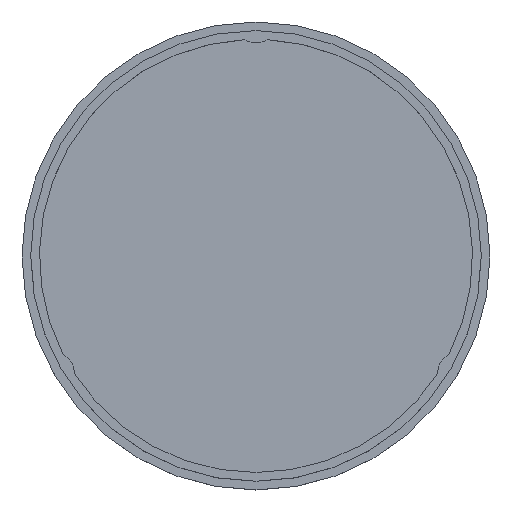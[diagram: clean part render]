
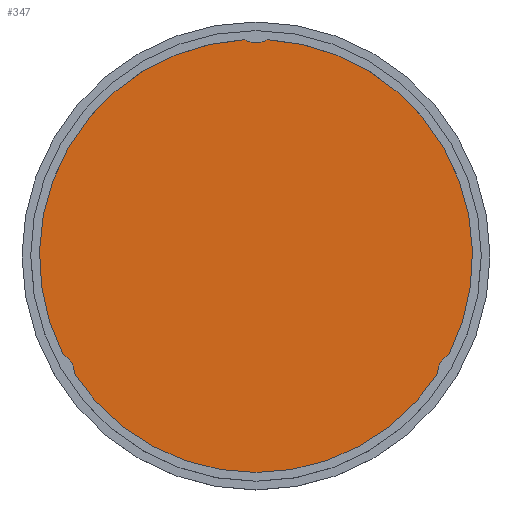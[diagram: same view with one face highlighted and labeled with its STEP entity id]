
A CAD part, top view. The second image highlights one B-rep face of the part: STEP entity #347.
In plain terms, the highlighted planar face has unit normal (0, 0, 1).
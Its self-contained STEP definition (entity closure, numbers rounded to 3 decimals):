
#250=FACE_OUTER_BOUND('',#556,.T.);
#347=ADVANCED_FACE('',(#250),#437,.T.);
#437=PLANE('',#1641);
#496=CIRCLE('',#1635,2.4);
#497=CIRCLE('',#1636,24.9);
#498=CIRCLE('',#1637,2.4);
#499=CIRCLE('',#1638,24.9);
#500=CIRCLE('',#1639,2.4);
#501=CIRCLE('',#1640,24.9);
#556=EDGE_LOOP('',(#716,#717,#718,#719,#720,#721));
#716=ORIENTED_EDGE('',*,*,#1296,.T.);
#717=ORIENTED_EDGE('',*,*,#1297,.T.);
#718=ORIENTED_EDGE('',*,*,#1298,.T.);
#719=ORIENTED_EDGE('',*,*,#1299,.T.);
#720=ORIENTED_EDGE('',*,*,#1300,.T.);
#721=ORIENTED_EDGE('',*,*,#1301,.T.);
#1148=VERTEX_POINT('',#2302);
#1149=VERTEX_POINT('',#2303);
#1150=VERTEX_POINT('',#2305);
#1151=VERTEX_POINT('',#2307);
#1152=VERTEX_POINT('',#2309);
#1153=VERTEX_POINT('',#2311);
#1296=EDGE_CURVE('',#1148,#1149,#496,.T.);
#1297=EDGE_CURVE('',#1149,#1150,#497,.T.);
#1298=EDGE_CURVE('',#1150,#1151,#498,.T.);
#1299=EDGE_CURVE('',#1151,#1152,#499,.T.);
#1300=EDGE_CURVE('',#1152,#1153,#500,.T.);
#1301=EDGE_CURVE('',#1153,#1148,#501,.T.);
#1635=AXIS2_PLACEMENT_3D('',#2301,#1734,#1735);
#1636=AXIS2_PLACEMENT_3D('',#2304,#1736,#1737);
#1637=AXIS2_PLACEMENT_3D('',#2306,#1738,#1739);
#1638=AXIS2_PLACEMENT_3D('',#2308,#1740,#1741);
#1639=AXIS2_PLACEMENT_3D('',#2310,#1742,#1743);
#1640=AXIS2_PLACEMENT_3D('',#2312,#1744,#1745);
#1641=AXIS2_PLACEMENT_3D('',#2313,#1746,#1747);
#1734=DIRECTION('',(0.,0.,-1.));
#1735=DIRECTION('',(1.,0.,0.));
#1736=DIRECTION('',(0.,0.,1.));
#1737=DIRECTION('',(1.,0.,0.));
#1738=DIRECTION('',(0.,0.,-1.));
#1739=DIRECTION('',(1.,0.,0.));
#1740=DIRECTION('',(0.,0.,1.));
#1741=DIRECTION('',(1.,0.,0.));
#1742=DIRECTION('',(0.,0.,-1.));
#1743=DIRECTION('',(1.,0.,0.));
#1744=DIRECTION('',(0.,0.,1.));
#1745=DIRECTION('',(1.,0.,0.));
#1746=DIRECTION('',(0.,0.,1.));
#1747=DIRECTION('',(1.,0.,0.));
#2301=CARTESIAN_POINT('',(23.295,-13.449,2.7));
#2302=CARTESIAN_POINT('',(20.897,-13.54,2.7));
#2303=CARTESIAN_POINT('',(22.175,-11.327,2.7));
#2304=CARTESIAN_POINT('',(0.,0.,2.7));
#2305=CARTESIAN_POINT('',(1.278,24.867,2.7));
#2306=CARTESIAN_POINT('',(0.,26.899,2.7));
#2307=CARTESIAN_POINT('',(-1.278,24.867,2.7));
#2308=CARTESIAN_POINT('',(0.,0.,2.7));
#2309=CARTESIAN_POINT('',(-22.175,-11.327,2.7));
#2310=CARTESIAN_POINT('',(-23.295,-13.449,2.7));
#2311=CARTESIAN_POINT('',(-20.897,-13.54,2.7));
#2312=CARTESIAN_POINT('',(0.,0.,2.7));
#2313=CARTESIAN_POINT('',(0.,0.,2.7));
